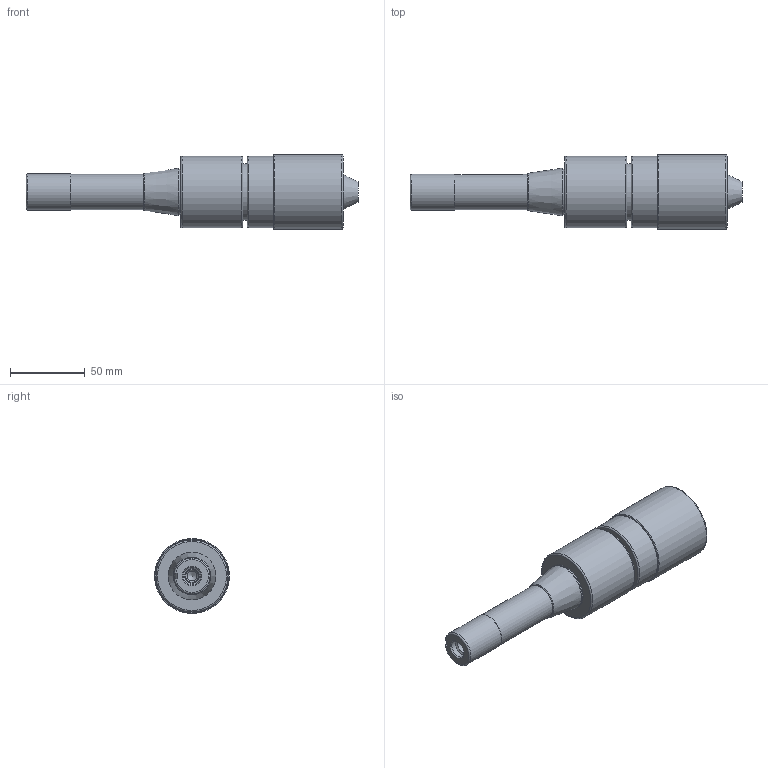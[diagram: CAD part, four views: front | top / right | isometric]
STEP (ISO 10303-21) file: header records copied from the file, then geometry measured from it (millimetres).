
FILE_DESCRIPTION(/* description */ (''),/* implementation_level */ '2;1');
FILE_NAME(/* name */ 'R8-APU13.stp',/* time_stamp */ '2024-06-11T10:57:38+08:00',/* author */ ('Administrator'),/* organization */ (''),/* preprocessor_version */ 'ST-DEVELOPER v20',/* originating_system */ 'Autodesk Inventor 2025',/* authorisation */ '');
FILE_SCHEMA (('AUTOMOTIVE_DESIGN { 1 0 10303 214 3 1 1 }'));
Length unit declared in the file: millimetre
Products named in the file (3): R8-APU13; R8-APU13_1; APU13钻夹头
Assembly tree (2 placements, depth 2):
  R8-APU13
    R8-APU13_1
    APU13钻夹头
Bounding box: 221.6 x 50 x 50 mm (x, y, z)
Volume: 237871.9 mm3; surface area: 43065.6 mm2
Topology: 2 solids, 2 shells, 54 faces, 118 edges, 76 vertices
Faces by surface type: plane 16, cylinder 14, cone 13, torus 11
Full cylindrical faces by diameter (mm): 6.647 x1, 9 x1, 9.728 x1, 12 x1, 23.5 x2, 31.15 x1, 38 x1, 39 x1, 48 x2, 50 x1
Entity records: 1684 total; most frequent: DIRECTION 309, CARTESIAN_POINT 279, ORIENTED_EDGE 234, AXIS2_PLACEMENT_3D 136, EDGE_CURVE 117, CIRCLE 77, VERTEX_POINT 76, EDGE_LOOP 65
